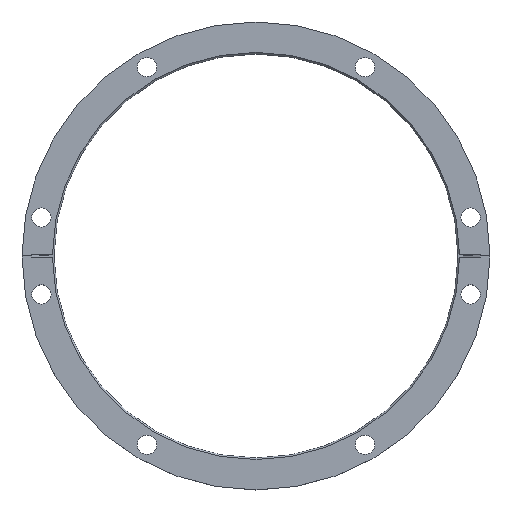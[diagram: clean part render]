
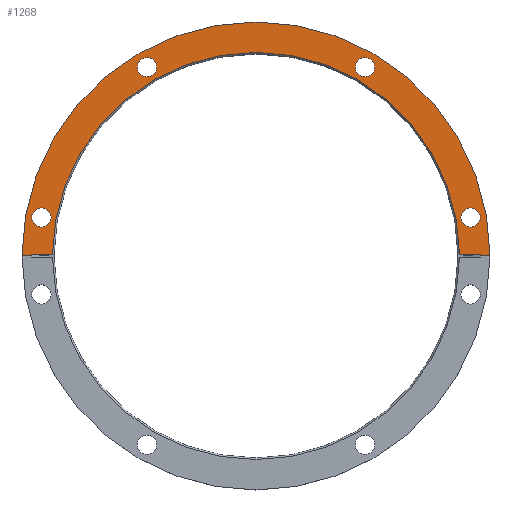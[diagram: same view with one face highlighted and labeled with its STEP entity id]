
A CAD part, top view. The second image highlights one B-rep face of the part: STEP entity #1268.
In plain terms, the highlighted planar face has unit normal (0, 0, 1).
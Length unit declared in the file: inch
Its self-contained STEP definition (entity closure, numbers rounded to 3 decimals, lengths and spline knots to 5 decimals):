
#4 = CIRCLE ( 'NONE', #748, 0.1875 ) ;
#5 = CARTESIAN_POINT ( 'NONE',  ( 3.9958, 0.75, 0. ) ) ;
#15 = CARTESIAN_POINT ( 'NONE',  ( 4.1833, 0.75, 0. ) ) ;
#42 = DIRECTION ( 'NONE',  ( 0., 1., 0. ) ) ;
#46 = DIRECTION ( 'NONE',  ( 0., 0., 1. ) ) ;
#61 = ORIENTED_EDGE ( 'NONE', *, *, #1683, .F. ) ;
#64 = ORIENTED_EDGE ( 'NONE', *, *, #1448, .F. ) ;
#83 = LINE ( 'NONE', #94, #808 ) ;
#88 = LINE ( 'NONE', #727, #374 ) ;
#89 = VECTOR ( 'NONE', #946, 39.37008 ) ;
#94 = CARTESIAN_POINT ( 'NONE',  ( -3.9375, 0., 0. ) ) ;
#98 = DIRECTION ( 'NONE',  ( -1., 0., 0. ) ) ;
#109 = DIRECTION ( 'NONE',  ( 0., 0., 1. ) ) ;
#123 = CIRCLE ( 'NONE', #1648, 4.5625 ) ;
#126 = CARTESIAN_POINT ( 'NONE',  ( -1.9375, 3.68061, 0. ) ) ;
#142 = AXIS2_PLACEMENT_3D ( 'NONE', #790, #650, #1161 ) ;
#146 = VECTOR ( 'NONE', #42, 39.37008 ) ;
#150 = CIRCLE ( 'NONE', #517, 0.1875 ) ;
#180 = CARTESIAN_POINT ( 'NONE',  ( 3.96863, 0.03125, 0. ) ) ;
#192 = ORIENTED_EDGE ( 'NONE', *, *, #502, .F. ) ;
#218 = FACE_BOUND ( 'NONE', #966, .T. ) ;
#232 = CIRCLE ( 'NONE', #1192, 0.1875 ) ;
#233 = DIRECTION ( 'NONE',  ( 1., 0., 0. ) ) ;
#237 = VECTOR ( 'NONE', #757, 39.37008 ) ;
#250 = CARTESIAN_POINT ( 'NONE',  ( 4.375, 0., 0. ) ) ;
#254 = AXIS2_PLACEMENT_3D ( 'NONE', #1334, #1326, #1587 ) ;
#305 = EDGE_LOOP ( 'NONE', ( #1603, #1369, #1572, #579, #192, #1389, #1080, #1016 ) ) ;
#323 = VERTEX_POINT ( 'NONE', #1206 ) ;
#326 = EDGE_LOOP ( 'NONE', ( #824, #960 ) ) ;
#334 = CARTESIAN_POINT ( 'NONE',  ( -2.125, 3.68061, 0. ) ) ;
#339 = AXIS2_PLACEMENT_3D ( 'NONE', #334, #1129, #996 ) ;
#340 = EDGE_CURVE ( 'NONE', #1617, #755, #1095, .T. ) ;
#353 = EDGE_CURVE ( 'NONE', #1492, #782, #775, .T. ) ;
#371 = FACE_BOUND ( 'NONE', #952, .T. ) ;
#374 = VECTOR ( 'NONE', #233, 39.37008 ) ;
#386 = CARTESIAN_POINT ( 'NONE',  ( -2.125, 3.68061, 0. ) ) ;
#400 = VERTEX_POINT ( 'NONE', #435 ) ;
#414 = CARTESIAN_POINT ( 'NONE',  ( -4.1833, 0.75, 0. ) ) ;
#426 = VERTEX_POINT ( 'NONE', #765 ) ;
#435 = CARTESIAN_POINT ( 'NONE',  ( -4.5625, 0., 0. ) ) ;
#437 = AXIS2_PLACEMENT_3D ( 'NONE', #751, #1011, #98 ) ;
#445 = VERTEX_POINT ( 'NONE', #250 ) ;
#446 = CARTESIAN_POINT ( 'NONE',  ( 1.9375, 3.68061, 0. ) ) ;
#458 = CIRCLE ( 'NONE', #1266, 0.1875 ) ;
#468 = CARTESIAN_POINT ( 'NONE',  ( -3.9958, 0.75, 0. ) ) ;
#485 = AXIS2_PLACEMENT_3D ( 'NONE', #1646, #858, #876 ) ;
#490 = DIRECTION ( 'NONE',  ( 1., 0., 0. ) ) ;
#495 = VERTEX_POINT ( 'NONE', #126 ) ;
#502 = EDGE_CURVE ( 'NONE', #1143, #1312, #1165, .T. ) ;
#508 = ORIENTED_EDGE ( 'NONE', *, *, #1032, .F. ) ;
#509 = CIRCLE ( 'NONE', #339, 0.1875 ) ;
#515 = EDGE_CURVE ( 'NONE', #782, #1492, #4, .T. ) ;
#517 = AXIS2_PLACEMENT_3D ( 'NONE', #386, #539, #905 ) ;
#536 = VERTEX_POINT ( 'NONE', #1281 ) ;
#539 = DIRECTION ( 'NONE',  ( 0., 0., 1. ) ) ;
#549 = DIRECTION ( 'NONE',  ( 1., 0., 0. ) ) ;
#559 = CARTESIAN_POINT ( 'NONE',  ( -4.375, -0.03125, 0. ) ) ;
#565 = EDGE_CURVE ( 'NONE', #1101, #1509, #232, .T. ) ;
#575 = CARTESIAN_POINT ( 'NONE',  ( -3.96863, 0.03125, 0. ) ) ;
#579 = ORIENTED_EDGE ( 'NONE', *, *, #990, .T. ) ;
#587 = CARTESIAN_POINT ( 'NONE',  ( 2.125, 3.68061, 0. ) ) ;
#594 = CIRCLE ( 'NONE', #485, 0.1875 ) ;
#618 = PLANE ( 'NONE',  #437 ) ;
#626 = EDGE_CURVE ( 'NONE', #1143, #536, #88, .T. ) ;
#650 = DIRECTION ( 'NONE',  ( 0., 0., 1. ) ) ;
#651 = DIRECTION ( 'NONE',  ( 0., 0., 1. ) ) ;
#670 = EDGE_CURVE ( 'NONE', #495, #323, #509, .T. ) ;
#703 = LINE ( 'NONE', #714, #146 ) ;
#714 = CARTESIAN_POINT ( 'NONE',  ( 4.375, -0.03125, 0. ) ) ;
#727 = CARTESIAN_POINT ( 'NONE',  ( 4.375, 0.03125, 0. ) ) ;
#737 = CARTESIAN_POINT ( 'NONE',  ( -3.9375, 0., 0. ) ) ;
#746 = CARTESIAN_POINT ( 'NONE',  ( 2.3125, 3.68061, 0. ) ) ;
#748 = AXIS2_PLACEMENT_3D ( 'NONE', #414, #927, #549 ) ;
#751 = CARTESIAN_POINT ( 'NONE',  ( -3.9375, 0., 0. ) ) ;
#755 = VERTEX_POINT ( 'NONE', #887 ) ;
#757 = DIRECTION ( 'NONE',  ( 1., 0., 0. ) ) ;
#765 = CARTESIAN_POINT ( 'NONE',  ( 4.3708, 0.75, 0. ) ) ;
#775 = CIRCLE ( 'NONE', #254, 0.1875 ) ;
#782 = VERTEX_POINT ( 'NONE', #468 ) ;
#790 = CARTESIAN_POINT ( 'NONE',  ( 0., 0., 0. ) ) ;
#808 = VECTOR ( 'NONE', #490, 39.37008 ) ;
#810 = LINE ( 'NONE', #1325, #89 ) ;
#824 = ORIENTED_EDGE ( 'NONE', *, *, #515, .F. ) ;
#858 = DIRECTION ( 'NONE',  ( 0., 0., 1. ) ) ;
#862 = EDGE_CURVE ( 'NONE', #400, #1617, #83, .T. ) ;
#876 = DIRECTION ( 'NONE',  ( 1., 0., 0. ) ) ;
#887 = CARTESIAN_POINT ( 'NONE',  ( -4.375, 0.03125, 0. ) ) ;
#905 = DIRECTION ( 'NONE',  ( 1., 0., 0. ) ) ;
#927 = DIRECTION ( 'NONE',  ( 0., 0., 1. ) ) ;
#933 = ORIENTED_EDGE ( 'NONE', *, *, #565, .F. ) ;
#940 = VECTOR ( 'NONE', #1578, 39.37008 ) ;
#946 = DIRECTION ( 'NONE',  ( 1., 0., 0. ) ) ;
#947 = CIRCLE ( 'NONE', #1169, 0.1875 ) ;
#952 = EDGE_LOOP ( 'NONE', ( #1238, #508 ) ) ;
#960 = ORIENTED_EDGE ( 'NONE', *, *, #353, .F. ) ;
#966 = EDGE_LOOP ( 'NONE', ( #64, #933 ) ) ;
#971 = DIRECTION ( 'NONE',  ( 1., 0., 0. ) ) ;
#990 = EDGE_CURVE ( 'NONE', #755, #1312, #810, .T. ) ;
#996 = DIRECTION ( 'NONE',  ( 1., 0., 0. ) ) ;
#1011 = DIRECTION ( 'NONE',  ( 0., 0., -1. ) ) ;
#1016 = ORIENTED_EDGE ( 'NONE', *, *, #1517, .T. ) ;
#1021 = EDGE_LOOP ( 'NONE', ( #1329, #61 ) ) ;
#1032 = EDGE_CURVE ( 'NONE', #1083, #426, #458, .T. ) ;
#1034 = CARTESIAN_POINT ( 'NONE',  ( 0., 0., 0. ) ) ;
#1080 = ORIENTED_EDGE ( 'NONE', *, *, #1350, .F. ) ;
#1083 = VERTEX_POINT ( 'NONE', #5 ) ;
#1090 = CARTESIAN_POINT ( 'NONE',  ( 4.5625, 0., 0. ) ) ;
#1095 = LINE ( 'NONE', #559, #940 ) ;
#1101 = VERTEX_POINT ( 'NONE', #446 ) ;
#1129 = DIRECTION ( 'NONE',  ( 0., 0., 1. ) ) ;
#1143 = VERTEX_POINT ( 'NONE', #180 ) ;
#1161 = DIRECTION ( 'NONE',  ( 1., 0., 0. ) ) ;
#1165 = CIRCLE ( 'NONE', #142, 3.96875 ) ;
#1169 = AXIS2_PLACEMENT_3D ( 'NONE', #1306, #109, #1664 ) ;
#1179 = DIRECTION ( 'NONE',  ( 0., 0., 1. ) ) ;
#1192 = AXIS2_PLACEMENT_3D ( 'NONE', #587, #46, #971 ) ;
#1206 = CARTESIAN_POINT ( 'NONE',  ( -2.3125, 3.68061, 0. ) ) ;
#1238 = ORIENTED_EDGE ( 'NONE', *, *, #1609, .F. ) ;
#1266 = AXIS2_PLACEMENT_3D ( 'NONE', #15, #1179, #1300 ) ;
#1268 = ADVANCED_FACE ( 'NONE', ( #371, #1651, #1388, #218, #1416 ), #618, .F. ) ;
#1281 = CARTESIAN_POINT ( 'NONE',  ( 4.375, 0.03125, 0. ) ) ;
#1300 = DIRECTION ( 'NONE',  ( 1., 0., 0. ) ) ;
#1306 = CARTESIAN_POINT ( 'NONE',  ( 4.1833, 0.75, 0. ) ) ;
#1312 = VERTEX_POINT ( 'NONE', #575 ) ;
#1325 = CARTESIAN_POINT ( 'NONE',  ( 4.375, 0.03125, 0. ) ) ;
#1326 = DIRECTION ( 'NONE',  ( 0., 0., 1. ) ) ;
#1329 = ORIENTED_EDGE ( 'NONE', *, *, #670, .F. ) ;
#1334 = CARTESIAN_POINT ( 'NONE',  ( -4.1833, 0.75, 0. ) ) ;
#1350 = EDGE_CURVE ( 'NONE', #445, #536, #703, .T. ) ;
#1355 = VERTEX_POINT ( 'NONE', #1090 ) ;
#1369 = ORIENTED_EDGE ( 'NONE', *, *, #862, .T. ) ;
#1388 = FACE_BOUND ( 'NONE', #1021, .T. ) ;
#1389 = ORIENTED_EDGE ( 'NONE', *, *, #626, .T. ) ;
#1393 = CARTESIAN_POINT ( 'NONE',  ( -4.3708, 0.75, 0. ) ) ;
#1416 = FACE_OUTER_BOUND ( 'NONE', #305, .T. ) ;
#1448 = EDGE_CURVE ( 'NONE', #1509, #1101, #594, .T. ) ;
#1492 = VERTEX_POINT ( 'NONE', #1393 ) ;
#1503 = LINE ( 'NONE', #737, #237 ) ;
#1509 = VERTEX_POINT ( 'NONE', #746 ) ;
#1517 = EDGE_CURVE ( 'NONE', #445, #1355, #1503, .T. ) ;
#1551 = DIRECTION ( 'NONE',  ( 1., 0., 0. ) ) ;
#1572 = ORIENTED_EDGE ( 'NONE', *, *, #340, .T. ) ;
#1578 = DIRECTION ( 'NONE',  ( 0., 1., 0. ) ) ;
#1587 = DIRECTION ( 'NONE',  ( 1., 0., 0. ) ) ;
#1603 = ORIENTED_EDGE ( 'NONE', *, *, #1687, .T. ) ;
#1609 = EDGE_CURVE ( 'NONE', #426, #1083, #947, .T. ) ;
#1617 = VERTEX_POINT ( 'NONE', #1685 ) ;
#1646 = CARTESIAN_POINT ( 'NONE',  ( 2.125, 3.68061, 0. ) ) ;
#1648 = AXIS2_PLACEMENT_3D ( 'NONE', #1034, #651, #1551 ) ;
#1651 = FACE_BOUND ( 'NONE', #326, .T. ) ;
#1664 = DIRECTION ( 'NONE',  ( 1., 0., 0. ) ) ;
#1683 = EDGE_CURVE ( 'NONE', #323, #495, #150, .T. ) ;
#1685 = CARTESIAN_POINT ( 'NONE',  ( -4.375, 0., 0. ) ) ;
#1687 = EDGE_CURVE ( 'NONE', #1355, #400, #123, .T. ) ;
